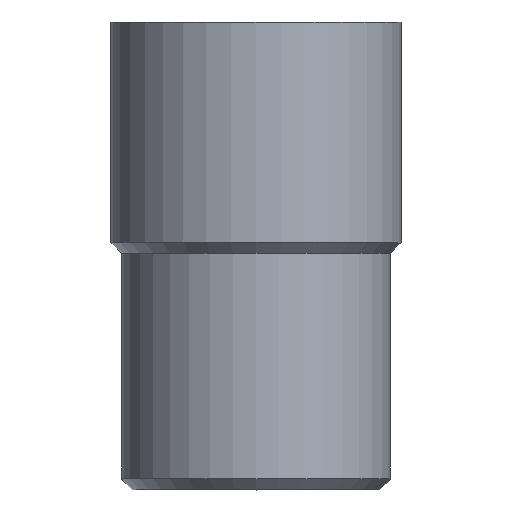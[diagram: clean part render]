
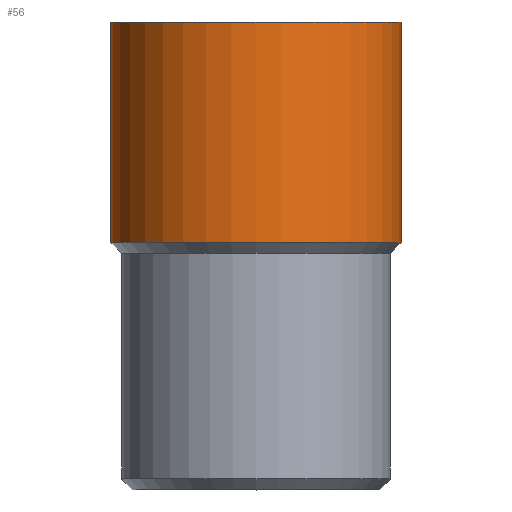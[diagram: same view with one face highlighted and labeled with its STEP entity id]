
A CAD part, top view. The second image highlights one B-rep face of the part: STEP entity #56.
In plain terms, the highlighted cylindrical face has radius 13.5 mm (diameter 27 mm), a partial arc.
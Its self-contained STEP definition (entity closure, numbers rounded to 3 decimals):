
#56=ADVANCED_FACE('NONE',(#115),#116,.T.);
#115=FACE_OUTER_BOUND('',#177,.T.);
#116=CYLINDRICAL_SURFACE('',#178,13.5);
#177=EDGE_LOOP('',(#268,#269,#270,#271));
#178=AXIS2_PLACEMENT_3D('',#272,#273,#274);
#268=ORIENTED_EDGE('',*,*,#350,.F.);
#269=ORIENTED_EDGE('',*,*,#380,.T.);
#270=ORIENTED_EDGE('',*,*,#352,.T.);
#271=ORIENTED_EDGE('',*,*,#381,.T.);
#272=CARTESIAN_POINT('',(13.5,33.25,13.442));
#273=DIRECTION('',(0.0,-1.0,0.0));
#274=DIRECTION('',(1.0,0.0,0.0));
#350=EDGE_CURVE('NONE',#402,#404,#405,.T.);
#352=EDGE_CURVE('NONE',#401,#406,#408,.T.);
#380=EDGE_CURVE('NONE',#402,#401,#452,.T.);
#381=EDGE_CURVE('NONE',#406,#404,#453,.T.);
#401=VERTEX_POINT('NONE',#473);
#402=VERTEX_POINT('NONE',#474);
#404=VERTEX_POINT('NONE',#476);
#405=LINE('',#477,#478);
#406=VERTEX_POINT('NONE',#479);
#408=LINE('',#481,#482);
#452=CIRCLE('',#538,13.5);
#453=CIRCLE('',#539,13.5);
#473=CARTESIAN_POINT('',(27.,23.,13.442));
#474=CARTESIAN_POINT('',(0.,23.,13.442));
#476=CARTESIAN_POINT('',(0.,43.5,13.442));
#477=CARTESIAN_POINT('',(0.,33.25,13.442));
#478=VECTOR('',#561,1000.0);
#479=CARTESIAN_POINT('',(27.0,43.5,13.442));
#481=CARTESIAN_POINT('',(27.0,33.25,13.442));
#482=VECTOR('',#565,1000.0);
#538=AXIS2_PLACEMENT_3D('',#602,#603,#604);
#539=AXIS2_PLACEMENT_3D('',#605,#606,#607);
#561=DIRECTION('',(0.0,1.0,0.0));
#565=DIRECTION('',(0.0,1.0,0.0));
#602=CARTESIAN_POINT('',(13.5,23.,13.442));
#603=DIRECTION('',(-0.0,1.0,0.0));
#604=DIRECTION('',(1.0,0.0,0.0));
#605=CARTESIAN_POINT('',(13.5,43.5,13.442));
#606=DIRECTION('',(0.0,-1.0,0.0));
#607=DIRECTION('',(1.0,0.0,0.0));
